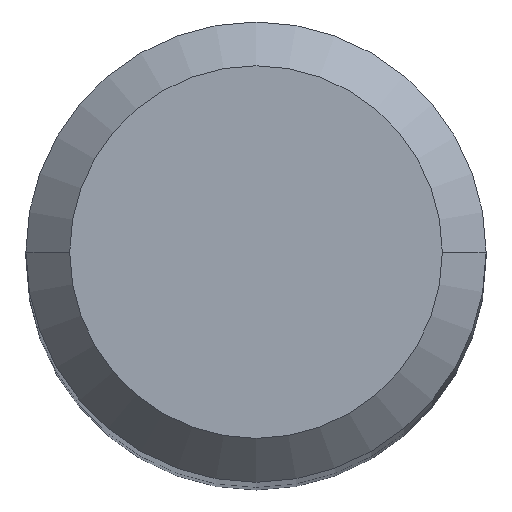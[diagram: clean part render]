
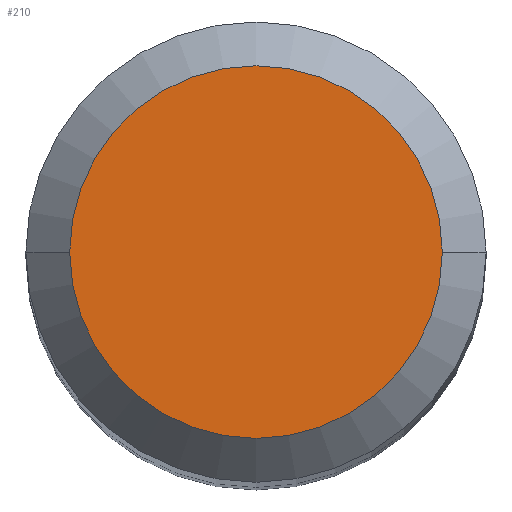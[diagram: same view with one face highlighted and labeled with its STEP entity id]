
A CAD part, top view. The second image highlights one B-rep face of the part: STEP entity #210.
In plain terms, the highlighted planar face has unit normal (0, 0, 1).
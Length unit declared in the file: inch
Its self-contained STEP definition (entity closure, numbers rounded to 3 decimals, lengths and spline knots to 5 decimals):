
#8 = DIRECTION ( 'NONE',  ( 0., 0., 1. ) ) ;
#9 = CIRCLE ( 'NONE', #140, 0.06374 ) ;
#27 = FACE_OUTER_BOUND ( 'NONE', #98, .T. ) ;
#45 = CARTESIAN_POINT ( 'NONE',  ( 0., 0., 1.5748 ) ) ;
#52 = EDGE_CURVE ( 'NONE', #82, #298, #9, .T. ) ;
#53 = AXIS2_PLACEMENT_3D ( 'NONE', #235, #8, #237 ) ;
#56 = ORIENTED_EDGE ( 'NONE', *, *, #52, .T. ) ;
#64 = DIRECTION ( 'NONE',  ( 1., 0., 0. ) ) ;
#79 = CARTESIAN_POINT ( 'NONE',  ( -0.06374, 0., 1.5748 ) ) ;
#82 = VERTEX_POINT ( 'NONE', #178 ) ;
#94 = DIRECTION ( 'NONE',  ( 0., 0., 1. ) ) ;
#98 = EDGE_LOOP ( 'NONE', ( #205, #56 ) ) ;
#99 = CARTESIAN_POINT ( 'NONE',  ( 0., 0., 1.5748 ) ) ;
#130 = DIRECTION ( 'NONE',  ( 0., 0., 1. ) ) ;
#140 = AXIS2_PLACEMENT_3D ( 'NONE', #45, #94, #221 ) ;
#178 = CARTESIAN_POINT ( 'NONE',  ( 0.06374, 0., 1.5748 ) ) ;
#188 = AXIS2_PLACEMENT_3D ( 'NONE', #99, #130, #64 ) ;
#204 = PLANE ( 'NONE',  #188 ) ;
#205 = ORIENTED_EDGE ( 'NONE', *, *, #290, .T. ) ;
#210 = ADVANCED_FACE ( 'NONE', ( #27 ), #204, .T. ) ;
#221 = DIRECTION ( 'NONE',  ( 1., 0., 0. ) ) ;
#235 = CARTESIAN_POINT ( 'NONE',  ( 0., 0., 1.5748 ) ) ;
#237 = DIRECTION ( 'NONE',  ( 1., 0., 0. ) ) ;
#249 = CIRCLE ( 'NONE', #53, 0.06374 ) ;
#290 = EDGE_CURVE ( 'NONE', #298, #82, #249, .T. ) ;
#298 = VERTEX_POINT ( 'NONE', #79 ) ;
